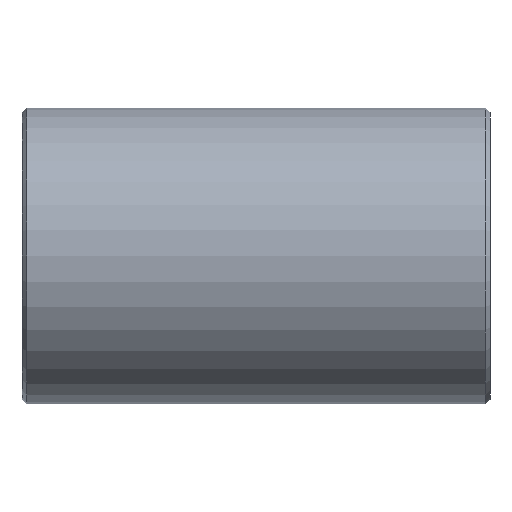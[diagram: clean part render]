
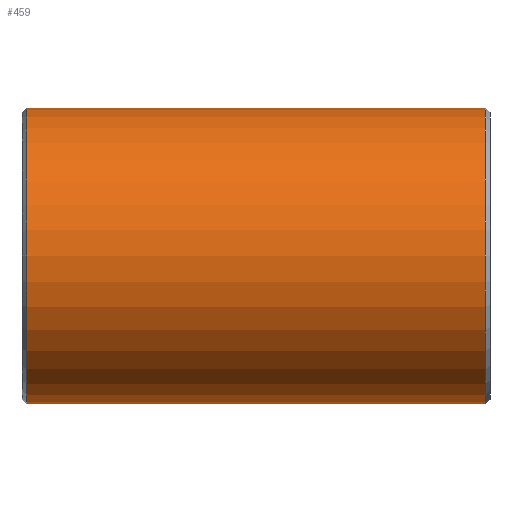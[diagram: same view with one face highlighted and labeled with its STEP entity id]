
A CAD part, front view. The second image highlights one B-rep face of the part: STEP entity #459.
In plain terms, the highlighted cylindrical face has radius 136.525 mm (diameter 273.05 mm), a partial arc.
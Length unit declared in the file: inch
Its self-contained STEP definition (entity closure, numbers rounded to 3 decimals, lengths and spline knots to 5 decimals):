
#3 = CARTESIAN_POINT ( 'NONE',  ( 8.33333, 0., -5.375 ) ) ;
#4 = EDGE_CURVE ( 'NONE', #301, #7, #316, .T. ) ;
#7 = VERTEX_POINT ( 'NONE', #467 ) ;
#19 = EDGE_LOOP ( 'NONE', ( #432, #437, #198, #284, #456, #257 ) ) ;
#79 = DIRECTION ( 'NONE',  ( 1., 0., 0. ) ) ;
#120 = VERTEX_POINT ( 'NONE', #185 ) ;
#128 = DIRECTION ( 'NONE',  ( -1., 0., 0. ) ) ;
#145 = CARTESIAN_POINT ( 'NONE',  ( 8.5, 0., 5.375 ) ) ;
#148 = AXIS2_PLACEMENT_3D ( 'NONE', #216, #501, #407 ) ;
#154 = CARTESIAN_POINT ( 'NONE',  ( 8.5, 0., -5.375 ) ) ;
#173 = EDGE_CURVE ( 'NONE', #583, #301, #436, .T. ) ;
#185 = CARTESIAN_POINT ( 'NONE',  ( 8.33333, 0., 5.375 ) ) ;
#198 = ORIENTED_EDGE ( 'NONE', *, *, #451, .T. ) ;
#211 = CARTESIAN_POINT ( 'NONE',  ( 0., 0., -5.375 ) ) ;
#216 = CARTESIAN_POINT ( 'NONE',  ( 8.5, 0., 0. ) ) ;
#240 = VECTOR ( 'NONE', #296, 39.37008 ) ;
#257 = ORIENTED_EDGE ( 'NONE', *, *, #4, .F. ) ;
#261 = CIRCLE ( 'NONE', #587, 5.375 ) ;
#273 = LINE ( 'NONE', #311, #409 ) ;
#280 = CARTESIAN_POINT ( 'NONE',  ( -8.33333, 0., 5.375 ) ) ;
#281 = CARTESIAN_POINT ( 'NONE',  ( 0., 0., 5.375 ) ) ;
#284 = ORIENTED_EDGE ( 'NONE', *, *, #551, .T. ) ;
#296 = DIRECTION ( 'NONE',  ( -1., 0., 0. ) ) ;
#301 = VERTEX_POINT ( 'NONE', #211 ) ;
#302 = CIRCLE ( 'NONE', #454, 5.375 ) ;
#309 = FACE_OUTER_BOUND ( 'NONE', #19, .T. ) ;
#311 = CARTESIAN_POINT ( 'NONE',  ( 8.5, 0., 5.375 ) ) ;
#316 = LINE ( 'NONE', #506, #485 ) ;
#350 = EDGE_CURVE ( 'NONE', #583, #120, #261, .T. ) ;
#363 = DIRECTION ( 'NONE',  ( -1., 0., 0. ) ) ;
#365 = DIRECTION ( 'NONE',  ( 0., 0., -1. ) ) ;
#377 = EDGE_CURVE ( 'NONE', #474, #7, #302, .T. ) ;
#407 = DIRECTION ( 'NONE',  ( 0., 0., 1. ) ) ;
#409 = VECTOR ( 'NONE', #128, 39.37008 ) ;
#419 = CARTESIAN_POINT ( 'NONE',  ( 8.33333, 0., 0. ) ) ;
#432 = ORIENTED_EDGE ( 'NONE', *, *, #173, .F. ) ;
#436 = LINE ( 'NONE', #154, #240 ) ;
#437 = ORIENTED_EDGE ( 'NONE', *, *, #350, .T. ) ;
#451 = EDGE_CURVE ( 'NONE', #120, #576, #273, .T. ) ;
#454 = AXIS2_PLACEMENT_3D ( 'NONE', #541, #79, #544 ) ;
#456 = ORIENTED_EDGE ( 'NONE', *, *, #377, .T. ) ;
#459 = ADVANCED_FACE ( 'NONE', ( #309 ), #497, .T. ) ;
#465 = VECTOR ( 'NONE', #514, 39.37008 ) ;
#467 = CARTESIAN_POINT ( 'NONE',  ( -8.33333, 0., -5.375 ) ) ;
#468 = LINE ( 'NONE', #145, #465 ) ;
#474 = VERTEX_POINT ( 'NONE', #280 ) ;
#485 = VECTOR ( 'NONE', #504, 39.37008 ) ;
#497 = CYLINDRICAL_SURFACE ( 'NONE', #148, 5.375 ) ;
#501 = DIRECTION ( 'NONE',  ( -1., 0., 0. ) ) ;
#504 = DIRECTION ( 'NONE',  ( -1., 0., 0. ) ) ;
#506 = CARTESIAN_POINT ( 'NONE',  ( 8.5, 0., -5.375 ) ) ;
#514 = DIRECTION ( 'NONE',  ( -1., 0., 0. ) ) ;
#541 = CARTESIAN_POINT ( 'NONE',  ( -8.33333, 0., 0. ) ) ;
#544 = DIRECTION ( 'NONE',  ( 0., 0., 1. ) ) ;
#551 = EDGE_CURVE ( 'NONE', #576, #474, #468, .T. ) ;
#576 = VERTEX_POINT ( 'NONE', #281 ) ;
#583 = VERTEX_POINT ( 'NONE', #3 ) ;
#587 = AXIS2_PLACEMENT_3D ( 'NONE', #419, #363, #365 ) ;
